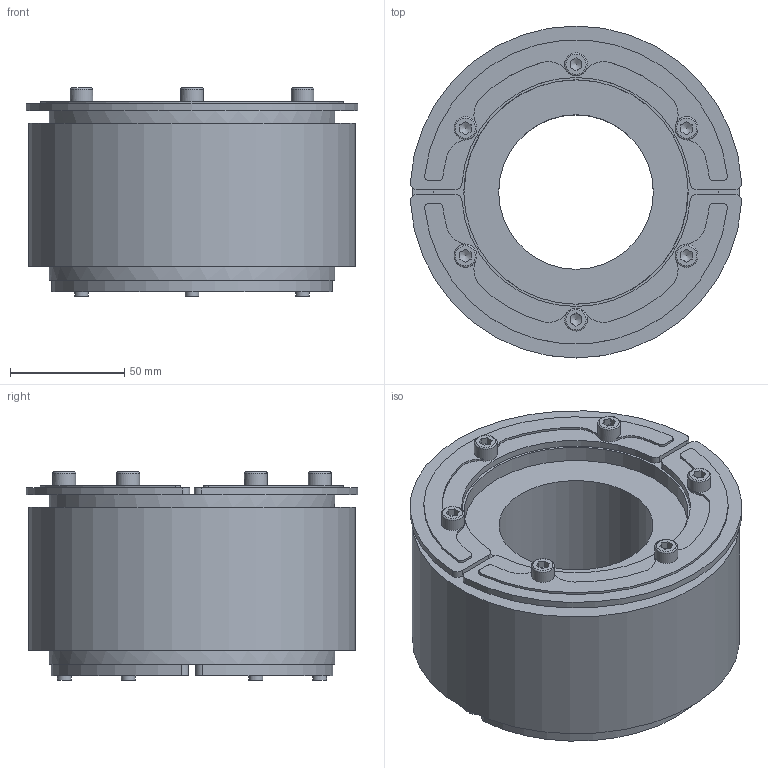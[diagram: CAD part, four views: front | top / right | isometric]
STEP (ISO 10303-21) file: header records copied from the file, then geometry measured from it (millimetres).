
FILE_DESCRIPTION((''),'2;1');
FILE_NAME('R 125 OMD WOC.stp','2014-11-06T15:41:38',('se-emikul'),(''),'Autodesk Inventor 2013','Autodesk Inventor 2013','');
FILE_SCHEMA(('AUTOMOTIVE_DESIGN { 1 0 10303 214 1 1 1 1 }'));
Length unit declared in the file: millimetre
Products named in the file (1): Part16
Bounding box: 144.76 x 145 x 91 mm (x, y, z)
Surface area: 114801.2 mm2 (no closed solid volume)
Topology: 0 solids, 1 shells, 219 faces, 609 edges, 399 vertices
Faces by surface type: cylinder 121, plane 86, torus 6, cone 6
Full cylindrical faces by diameter (mm): 6 x12, 10 x6, 67.5 x1, 98 x1, 124.8 x2, 143 x1
Entity records: 6915 total; most frequent: DIRECTION 1212, CARTESIAN_POINT 1206, ORIENTED_EDGE 1086, EDGE_CURVE 543, AXIS2_PLACEMENT_3D 485, VERTEX_POINT 371, EDGE_LOOP 286, CIRCLE 255
